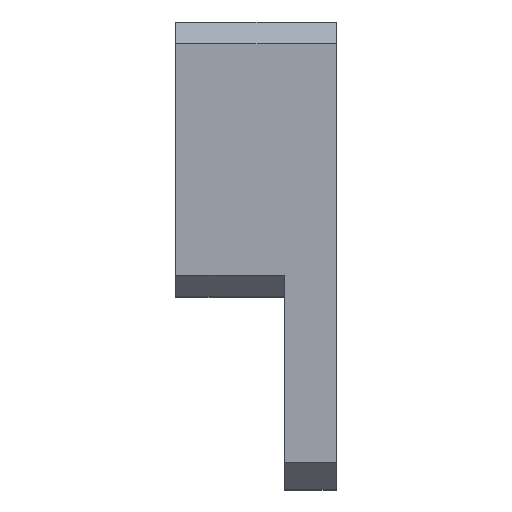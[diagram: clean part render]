
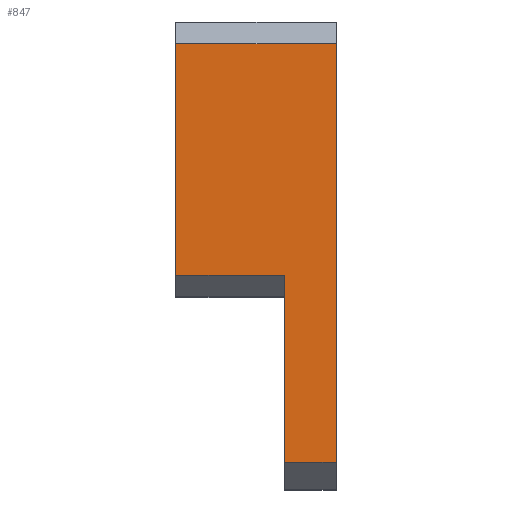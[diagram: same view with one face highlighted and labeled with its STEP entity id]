
A CAD part, front view. The second image highlights one B-rep face of the part: STEP entity #847.
In plain terms, the highlighted planar face has unit normal (0, -1, 0).
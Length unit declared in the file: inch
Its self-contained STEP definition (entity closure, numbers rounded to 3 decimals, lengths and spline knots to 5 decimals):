
#46=LINE('',#1211,#154);
#50=LINE('',#1220,#158);
#59=LINE('',#1237,#167);
#72=LINE('',#1267,#180);
#96=LINE('',#1323,#204);
#97=LINE('',#1324,#205);
#154=VECTOR('',#978,0.3937);
#158=VECTOR('',#986,0.3937);
#167=VECTOR('',#997,0.3937);
#180=VECTOR('',#1026,1.35);
#204=VECTOR('',#1070,1.15);
#205=VECTOR('',#1071,0.1875);
#263=FACE_OUTER_BOUND('',#311,.T.);
#311=EDGE_LOOP('',(#661,#662,#663,#664,#665,#666));
#365=VERTEX_POINT('',#1204);
#368=VERTEX_POINT('',#1209);
#371=VERTEX_POINT('',#1219);
#377=VERTEX_POINT('',#1233);
#387=VERTEX_POINT('',#1266);
#409=VERTEX_POINT('',#1322);
#450=EDGE_CURVE('',#368,#365,#46,.T.);
#454=EDGE_CURVE('',#371,#365,#50,.T.);
#463=EDGE_CURVE('',#371,#377,#59,.T.);
#478=EDGE_CURVE('',#377,#387,#72,.T.);
#506=EDGE_CURVE('',#368,#409,#96,.T.);
#507=EDGE_CURVE('',#409,#387,#97,.T.);
#661=ORIENTED_EDGE('',*,*,#506,.T.);
#662=ORIENTED_EDGE('',*,*,#507,.T.);
#663=ORIENTED_EDGE('',*,*,#478,.F.);
#664=ORIENTED_EDGE('',*,*,#463,.F.);
#665=ORIENTED_EDGE('',*,*,#454,.T.);
#666=ORIENTED_EDGE('',*,*,#450,.F.);
#807=PLANE('',#913);
#847=ADVANCED_FACE('',(#263),#807,.T.);
#913=AXIS2_PLACEMENT_3D('',#1321,#1068,#1069);
#978=DIRECTION('',(-1.,0.,0.));
#986=DIRECTION('',(0.,0.,-1.));
#997=DIRECTION('',(1.,0.,0.));
#1026=DIRECTION('',(0.,0.,-1.));
#1068=DIRECTION('center_axis',(0.,-1.,0.));
#1069=DIRECTION('ref_axis',(0.,0.,-1.));
#1070=DIRECTION('',(0.,0.,-1.));
#1071=DIRECTION('',(1.,0.,0.));
#1204=CARTESIAN_POINT('',(-0.39375,-1.25,-0.59626));
#1209=CARTESIAN_POINT('',(0.,-1.25,-0.59626));
#1211=CARTESIAN_POINT('',(-0.75,-1.25,-0.59626));
#1219=CARTESIAN_POINT('',(-0.39375,-1.25,0.24232));
#1220=CARTESIAN_POINT('',(-0.39375,-1.25,-0.28125));
#1233=CARTESIAN_POINT('',(0.1875,-1.25,0.24232));
#1237=CARTESIAN_POINT('',(-0.56202,-1.25,0.24232));
#1266=CARTESIAN_POINT('',(0.1875,-1.25,-1.275));
#1267=CARTESIAN_POINT('',(0.1875,-1.25,0.075));
#1321=CARTESIAN_POINT('Origin',(-0.75,-1.25,-0.125));
#1322=CARTESIAN_POINT('',(0.,-1.25,-1.275));
#1323=CARTESIAN_POINT('',(0.,-1.25,-0.125));
#1324=CARTESIAN_POINT('',(0.,-1.25,-1.275));
